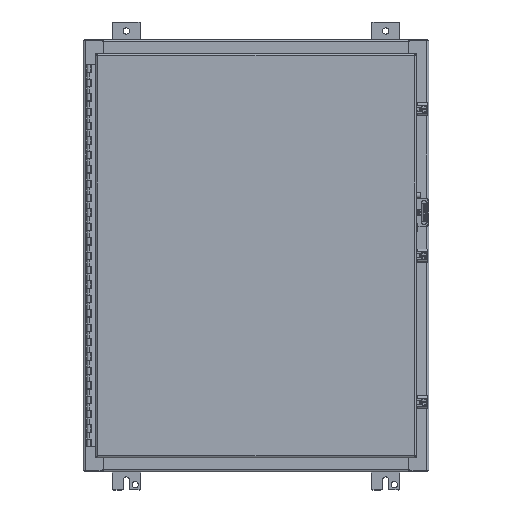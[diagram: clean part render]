
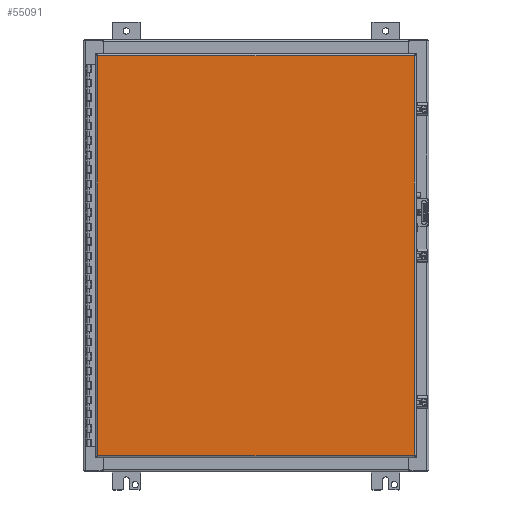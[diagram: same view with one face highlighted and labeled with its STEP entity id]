
A CAD part, top view. The second image highlights one B-rep face of the part: STEP entity #55091.
In plain terms, the highlighted planar face has unit normal (0, 0, 1).
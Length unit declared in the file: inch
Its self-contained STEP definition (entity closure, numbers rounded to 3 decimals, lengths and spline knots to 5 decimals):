
#194 = CARTESIAN_POINT ( 'NONE',  ( -10.98, -13.88637, 7.073 ) ) ;
#5814 = DIRECTION ( 'NONE',  ( 0., 0., 1. ) ) ;
#6852 = EDGE_CURVE ( 'NONE', #17766, #60523, #24668, .T. ) ;
#10945 = DIRECTION ( 'NONE',  ( 1., 0., 0. ) ) ;
#12732 = VERTEX_POINT ( 'NONE', #130566 ) ;
#12972 = LINE ( 'NONE', #127984, #93475 ) ;
#17526 = PLANE ( 'NONE',  #82181 ) ;
#17766 = VERTEX_POINT ( 'NONE', #194 ) ;
#24668 = LINE ( 'NONE', #105964, #204666 ) ;
#36303 = EDGE_CURVE ( 'NONE', #111158, #12732, #12972, .T. ) ;
#41216 = CARTESIAN_POINT ( 'NONE',  ( -10.98, -14.03137, 7.073 ) ) ;
#42910 = EDGE_CURVE ( 'NONE', #12732, #17766, #166853, .T. ) ;
#48068 = LINE ( 'NONE', #128339, #175286 ) ;
#55091 = ADVANCED_FACE ( 'NONE', ( #116712 ), #17526, .T. ) ;
#60523 = VERTEX_POINT ( 'NONE', #163520 ) ;
#61491 = DIRECTION ( 'NONE',  ( -1., 0., 0. ) ) ;
#74754 = EDGE_LOOP ( 'NONE', ( #97755, #83009, #155554, #105453 ) ) ;
#82181 = AXIS2_PLACEMENT_3D ( 'NONE', #150433, #5814, #195897 ) ;
#83009 = ORIENTED_EDGE ( 'NONE', *, *, #6852, .T. ) ;
#93475 = VECTOR ( 'NONE', #61491, 39.37008 ) ;
#97755 = ORIENTED_EDGE ( 'NONE', *, *, #42910, .T. ) ;
#105453 = ORIENTED_EDGE ( 'NONE', *, *, #36303, .T. ) ;
#105964 = CARTESIAN_POINT ( 'NONE',  ( 11.125, -13.88637, 7.073 ) ) ;
#111158 = VERTEX_POINT ( 'NONE', #170972 ) ;
#116712 = FACE_OUTER_BOUND ( 'NONE', #74754, .T. ) ;
#121463 = DIRECTION ( 'NONE',  ( 0., -1., 0. ) ) ;
#127984 = CARTESIAN_POINT ( 'NONE',  ( 11.125, 13.88637, 7.073 ) ) ;
#128339 = CARTESIAN_POINT ( 'NONE',  ( 10.98, -14.03137, 7.073 ) ) ;
#130566 = CARTESIAN_POINT ( 'NONE',  ( -10.98, 13.88638, 7.073 ) ) ;
#150433 = CARTESIAN_POINT ( 'NONE',  ( 11.125, -14.03137, 7.073 ) ) ;
#155554 = ORIENTED_EDGE ( 'NONE', *, *, #165665, .T. ) ;
#163520 = CARTESIAN_POINT ( 'NONE',  ( 10.98, -13.88637, 7.073 ) ) ;
#165665 = EDGE_CURVE ( 'NONE', #60523, #111158, #48068, .T. ) ;
#166853 = LINE ( 'NONE', #41216, #168320 ) ;
#168320 = VECTOR ( 'NONE', #121463, 39.37008 ) ;
#170972 = CARTESIAN_POINT ( 'NONE',  ( 10.98, 13.88637, 7.073 ) ) ;
#175286 = VECTOR ( 'NONE', #176865, 39.37008 ) ;
#176865 = DIRECTION ( 'NONE',  ( 0., 1., 0. ) ) ;
#195897 = DIRECTION ( 'NONE',  ( -1., 0., 0. ) ) ;
#204666 = VECTOR ( 'NONE', #10945, 39.37008 ) ;
